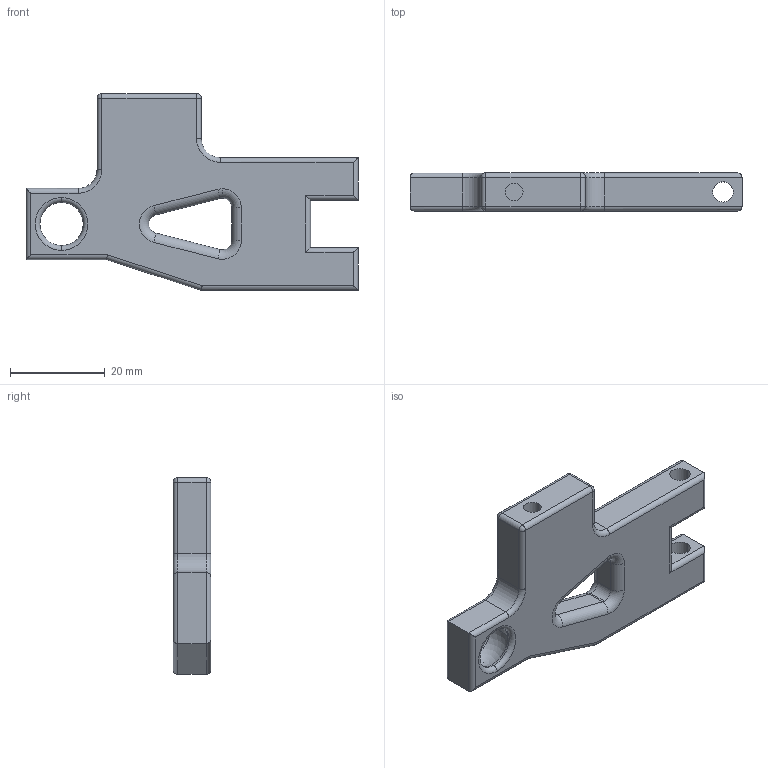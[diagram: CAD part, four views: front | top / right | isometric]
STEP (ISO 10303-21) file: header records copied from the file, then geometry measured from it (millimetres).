
FILE_DESCRIPTION (( 'STEP AP203' ), '1' );
FILE_NAME ('Suspension Arm STEERING WHEEL bottom.STEP', '2025-12-09T16:42:52', ( '' ), ( '' ), 'SwSTEP 2.0', 'SolidWorks 2025', '' );
FILE_SCHEMA (( 'CONFIG_CONTROL_DESIGN' ));
Length unit declared in the file: millimetre
Products named in the file (1): Suspension Arm STEERING WHEEL bottom
Bounding box: 70 x 8 x 41.5 mm (x, y, z)
Volume: 12925.3 mm3; surface area: 5891.8 mm2
Topology: 1 solids, 1 shells, 94 faces, 226 edges, 129 vertices
Faces by surface type: cylinder 48, torus 20, plane 20, sphere 6
Entity records: 2722 total; most frequent: CARTESIAN_POINT 498, DIRECTION 485, ORIENTED_EDGE 434, EDGE_CURVE 217, AXIS2_PLACEMENT_3D 193, VERTEX_POINT 126, EDGE_LOOP 103, LINE 99
